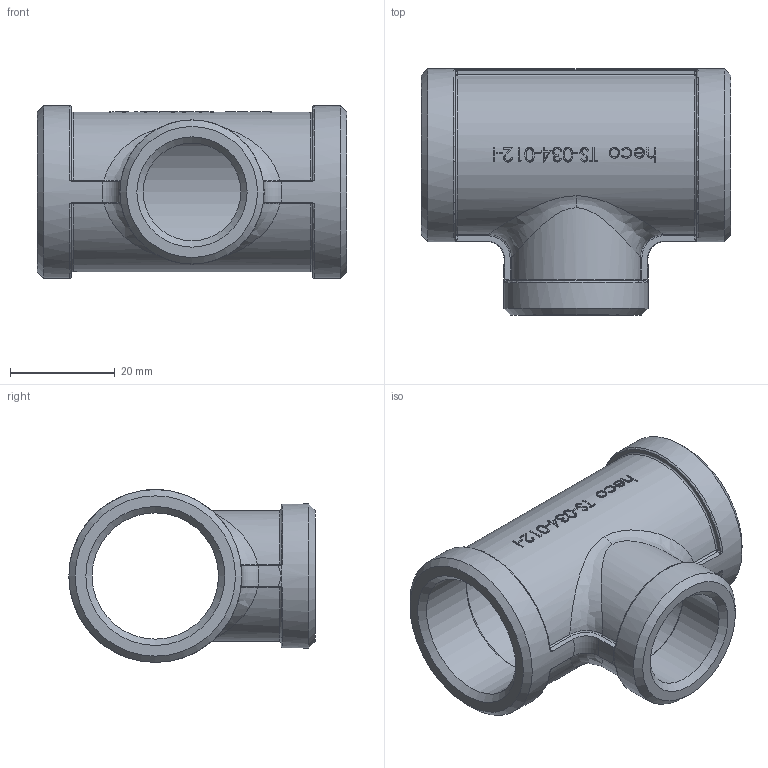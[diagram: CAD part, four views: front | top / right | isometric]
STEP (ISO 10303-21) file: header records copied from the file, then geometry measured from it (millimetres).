
FILE_DESCRIPTION (( 'STEP AP214' ), '1' );
FILE_NAME ('heco_TS-034-012-I.STEP', '2015-10-29T13:46:26', ( 'test' ), ( '' ), 'SwSTEP 2.0', 'SolidWorks 2011', '' );
FILE_SCHEMA (( 'AUTOMOTIVE_DESIGN' ));
Length unit declared in the file: millimetre
Products named in the file (1): heco_TS-034-012-I
Bounding box: 59 x 47 x 33 mm (x, y, z)
Volume: 17164.4 mm3; surface area: 13680.3 mm2
Topology: 1 solids, 1 shells, 293 faces, 740 edges, 465 vertices
Faces by surface type: bspline 125, plane 75, cylinder 58, torus 14, sphere 12, cone 9
Full cylindrical faces by diameter (mm): 18.631 x1, 21.6 x1, 24.117 x2, 27.1 x1, 27.5 x1, 33 x1
Entity records: 24921 total; most frequent: CARTESIAN_POINT 15830, ORIENTED_EDGE 1420, DIRECTION 791, EDGE_CURVE 710, VERTEX_POINT 460, B_SPLINE_CURVE_WITH_KNOTS 402, EDGE_LOOP 338, AXIS2_PLACEMENT_3D 314
